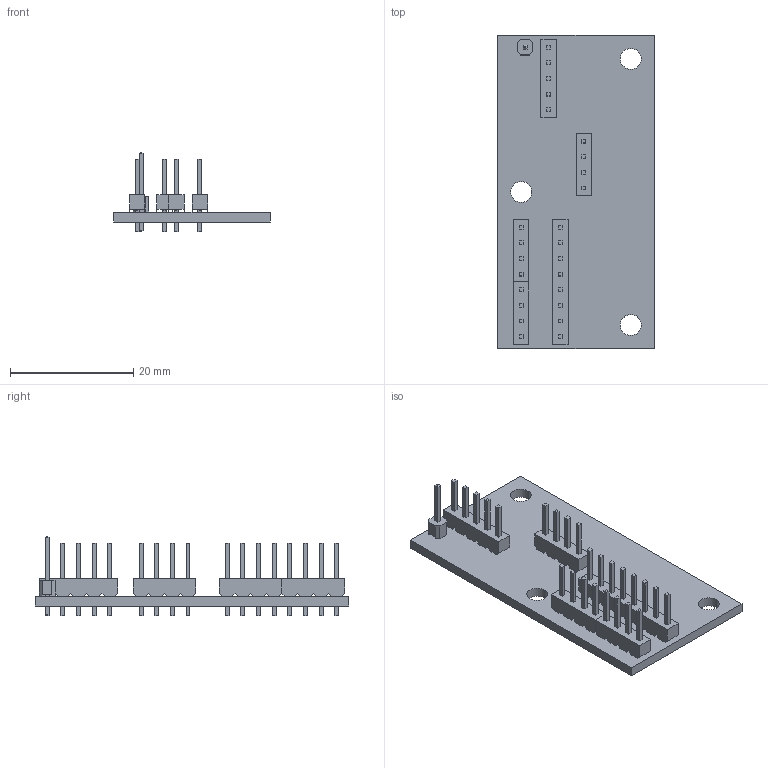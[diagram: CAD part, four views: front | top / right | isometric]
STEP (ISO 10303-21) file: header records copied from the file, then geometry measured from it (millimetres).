
FILE_DESCRIPTION (( 'STEP AP214' ), '1' );
FILE_NAME ('Quimera_IMU_board.STEP', '2020-08-24T00:26:58', ( '' ), ( '' ), 'SwSTEP 2.0', 'SolidWorks 2018', '' );
FILE_SCHEMA (( 'AUTOMOTIVE_DESIGN' ));
Length unit declared in the file: millimetre
Products named in the file (1): Quimera_IMU_board
Bounding box: 25.4 x 50.8 x 12.94 mm (x, y, z)
Surface area: 4118 mm2 (no closed solid volume)
Topology: 0 solids, 33 shells, 362 faces, 1048 edges, 744 vertices
Faces by surface type: plane 304, cylinder 58
Entity records: 15777 total; most frequent: CARTESIAN_POINT 2179, DIRECTION 1882, ORIENTED_EDGE 1816, EDGE_CURVE 1048, LINE 924, VECTOR 924, VERTEX_POINT 744, AXIS2_PLACEMENT_3D 479
